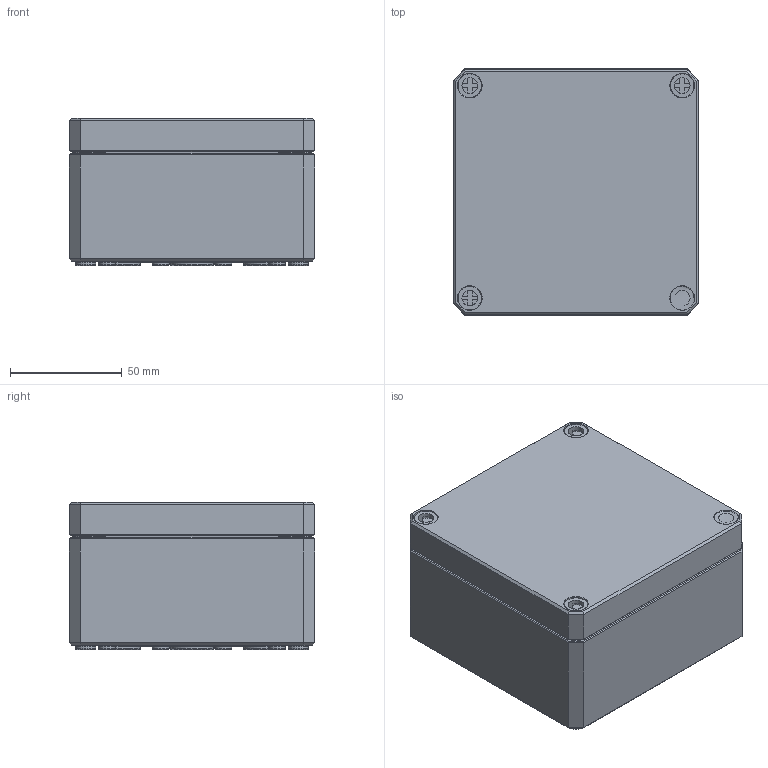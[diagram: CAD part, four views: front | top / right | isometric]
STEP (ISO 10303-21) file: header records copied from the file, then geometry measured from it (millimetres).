
FILE_DESCRIPTION(/* description */ (''),/* implementation_level */ '2;1');
FILE_NAME(/* name */ '0907101170 MBI-PC BK 111107 OK.stp',/* time_stamp */ '2023-11-03T12:47:18+01:00',/* author */ ('alexander.rose'),/* organization */ (''),/* preprocessor_version */ 'ST-DEVELOPER v18.1',/* originating_system */ 'Autodesk Inventor 2022',/* authorisation */ '');
FILE_SCHEMA (('AUTOMOTIVE_DESIGN { 1 0 10303 214 3 1 1 }'));
Products named in the file (5): 0907101170 MBI-PC BK 111107 OK; 0905101172-UT BK_111150 - O; 0903101151-OT_111115 Klar; Dichtung_1111xx; Schraube _ M10 x 34 _ MBI - Index01 - BK
Assembly tree (7 placements, depth 2):
  0907101170 MBI-PC BK 111107 OK
    0905101172-UT BK_111150 - O
    0903101151-OT_111115 Klar
    Dichtung_1111xx
    Schraube _ M10 x 34 _ MBI - Index01 - BK  x4
Bounding box: 110 x 110 x 65.8 mm (x, y, z)
Volume: 167754.6 mm3; surface area: 121151.3 mm2
Topology: 7 solids, 7 shells, 2270 faces, 5671 edges, 3562 vertices
Faces by surface type: plane 913, bspline 548, cylinder 346, torus 275, cone 172, sphere 16
Full cylindrical faces by diameter (mm): 4.5 x4, 5 x4, 5.8 x8, 6 x2, 7 x4, 8.376 x4, 10.5 x4
Entity records: 67482 total; most frequent: CARTESIAN_POINT 19771, ORIENTED_EDGE 10458, DIRECTION 8807, EDGE_CURVE 5229, VERTEX_POINT 3280, AXIS2_PLACEMENT_3D 3058, LINE 2691, VECTOR 2691
